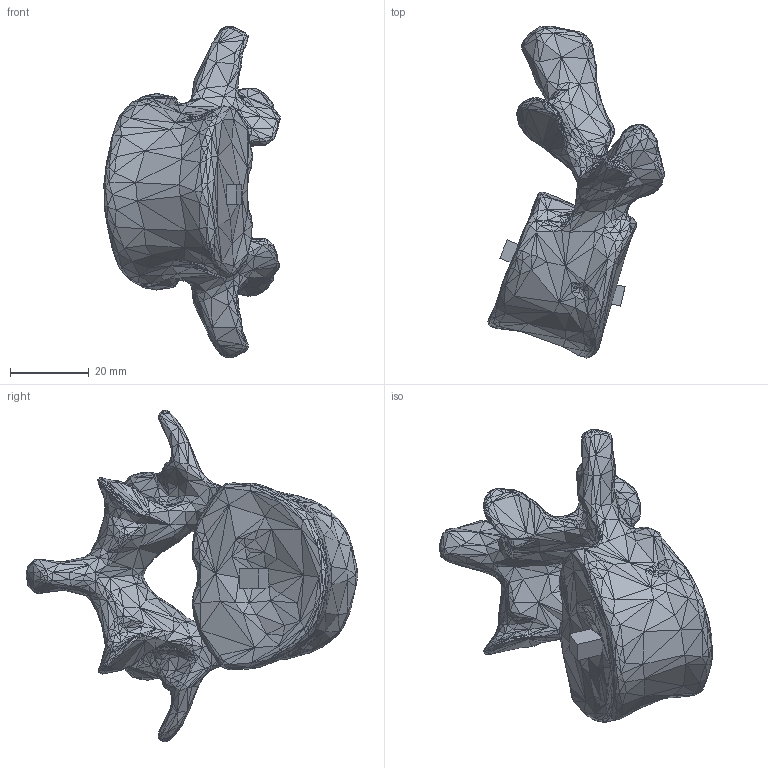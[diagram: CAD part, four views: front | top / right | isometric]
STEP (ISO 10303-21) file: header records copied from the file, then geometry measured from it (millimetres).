
FILE_DESCRIPTION(/* description */ (''),/* implementation_level */ '2;1');
FILE_NAME(/* name */ 'L4_.step',/* time_stamp */ '2022-06-24T12:34:52-04:00',/* author */ (''),/* organization */ (''),/* preprocessor_version */ 'ST-DEVELOPER v19',/* originating_system */ 'Autodesk Translation Framework v11.7.0.108',/* authorisation */ '');
FILE_SCHEMA (('AUTOMOTIVE_DESIGN { 1 0 10303 214 3 1 1 }'));
Products named in the file (1): L4
Bounding box: 44.74 x 84.25 x 84.18 mm (x, y, z)
Volume: 46700.4 mm3; surface area: 12436.4 mm2
Topology: 1 solids, 1 shells, 3524 faces, 5307 edges, 1783 vertices
Faces by surface type: plane 3524
Entity records: 68948 total; most frequent: DIRECTION 12357, CARTESIAN_POINT 10615, ORIENTED_EDGE 10614, LINE 5307, VECTOR 5307, EDGE_CURVE 5307, AXIS2_PLACEMENT_3D 3525, FACE_OUTER_BOUND 3524
